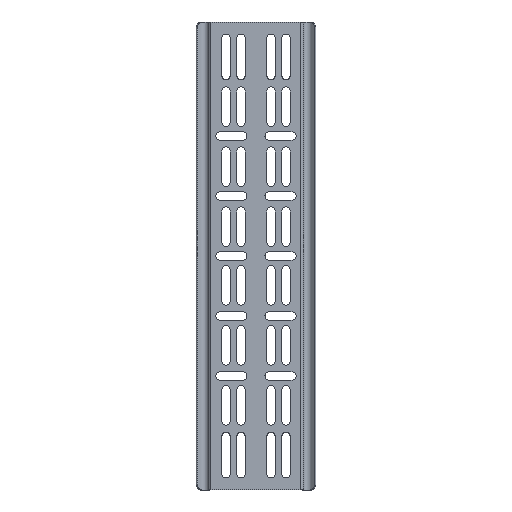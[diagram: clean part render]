
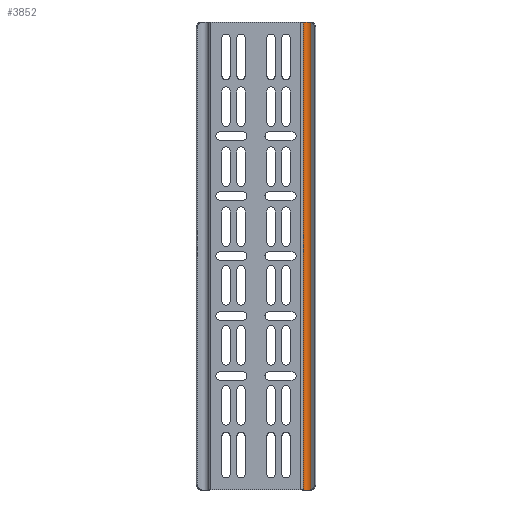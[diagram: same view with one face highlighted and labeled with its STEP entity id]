
A CAD part, front view. The second image highlights one B-rep face of the part: STEP entity #3852.
In plain terms, the highlighted cylindrical face has radius 4 mm (diameter 8 mm), a partial arc.
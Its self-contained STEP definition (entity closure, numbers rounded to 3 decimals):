
#203=B_SPLINE_CURVE_WITH_KNOTS('',3,(#5684,#5685,#5686,#5687),
 .UNSPECIFIED.,.F.,.F.,(4,4),(1.422,1.571),
 .UNSPECIFIED.);
#206=B_SPLINE_CURVE_WITH_KNOTS('',3,(#5719,#5720,#5721,#5722),
 .UNSPECIFIED.,.F.,.F.,(4,4),(6.283,6.432),
 .UNSPECIFIED.);
#220=FACE_OUTER_BOUND('',#422,.T.);
#422=EDGE_LOOP('',(#2627,#2628,#2629,#2630,#2631,#2632));
#709=CIRCLE('',#4080,4.);
#710=CIRCLE('',#4082,4.);
#905=LINE('',#5717,#1281);
#906=LINE('',#5725,#1282);
#1281=VECTOR('',#4501,10.);
#1282=VECTOR('',#4504,10.);
#1654=VERTEX_POINT('',#5657);
#1657=VERTEX_POINT('',#5680);
#1659=VERTEX_POINT('',#5683);
#1666=VERTEX_POINT('',#5713);
#1667=VERTEX_POINT('',#5718);
#1668=VERTEX_POINT('',#5723);
#2034=EDGE_CURVE('',#1657,#1659,#203,.T.);
#2045=EDGE_CURVE('',#1666,#1659,#709,.T.);
#2047=EDGE_CURVE('',#1654,#1657,#905,.T.);
#2048=EDGE_CURVE('',#1667,#1654,#206,.T.);
#2049=EDGE_CURVE('',#1668,#1667,#710,.T.);
#2050=EDGE_CURVE('',#1668,#1666,#906,.T.);
#2627=ORIENTED_EDGE('',*,*,#2034,.F.);
#2628=ORIENTED_EDGE('',*,*,#2047,.F.);
#2629=ORIENTED_EDGE('',*,*,#2048,.F.);
#2630=ORIENTED_EDGE('',*,*,#2049,.F.);
#2631=ORIENTED_EDGE('',*,*,#2050,.T.);
#2632=ORIENTED_EDGE('',*,*,#2045,.T.);
#3753=CYLINDRICAL_SURFACE('',#4081,4.);
#3852=ADVANCED_FACE('',(#220),#3753,.F.);
#4080=AXIS2_PLACEMENT_3D('',#5714,#4496,#4497);
#4081=AXIS2_PLACEMENT_3D('',#5716,#4499,#4500);
#4082=AXIS2_PLACEMENT_3D('',#5724,#4502,#4503);
#4496=DIRECTION('center_axis',(0.,0.,
-1.));
#4497=DIRECTION('ref_axis',(-0.943,0.333,0.));
#4499=DIRECTION('center_axis',(0.,0.,
-1.));
#4500=DIRECTION('ref_axis',(-0.943,0.333,0.));
#4501=DIRECTION('',(0.,0.,-1.));
#4502=DIRECTION('center_axis',(0.,0.,
-1.));
#4503=DIRECTION('ref_axis',(-0.943,0.333,0.));
#4504=DIRECTION('',(0.,0.,-1.));
#5657=CARTESIAN_POINT('',(45.895,2.916,389.945));
#5680=CARTESIAN_POINT('',(45.895,2.916,0.055));
#5683=CARTESIAN_POINT('',(45.359,3.339,0.));
#5684=CARTESIAN_POINT('Ctrl Pts',(45.895,2.916,0.055));
#5685=CARTESIAN_POINT('Ctrl Pts',(45.73,3.071,0.018));
#5686=CARTESIAN_POINT('Ctrl Pts',(45.55,3.213,0.));
#5687=CARTESIAN_POINT('Ctrl Pts',(45.359,3.339,0.));
#5713=CARTESIAN_POINT('',(39.386,1.333,0.));
#5714=CARTESIAN_POINT('Origin',(43.157,0.,0.));
#5716=CARTESIAN_POINT('Origin',(43.157,0.,195.));
#5717=CARTESIAN_POINT('',(45.895,2.916,195.));
#5718=CARTESIAN_POINT('',(45.359,3.339,390.));
#5719=CARTESIAN_POINT('Ctrl Pts',(45.359,3.339,390.));
#5720=CARTESIAN_POINT('Ctrl Pts',(45.55,3.213,390.));
#5721=CARTESIAN_POINT('Ctrl Pts',(45.73,3.071,389.982));
#5722=CARTESIAN_POINT('Ctrl Pts',(45.895,2.916,389.945));
#5723=CARTESIAN_POINT('',(39.386,1.333,390.));
#5724=CARTESIAN_POINT('Origin',(43.157,0.,390.));
#5725=CARTESIAN_POINT('',(39.386,1.333,195.));
